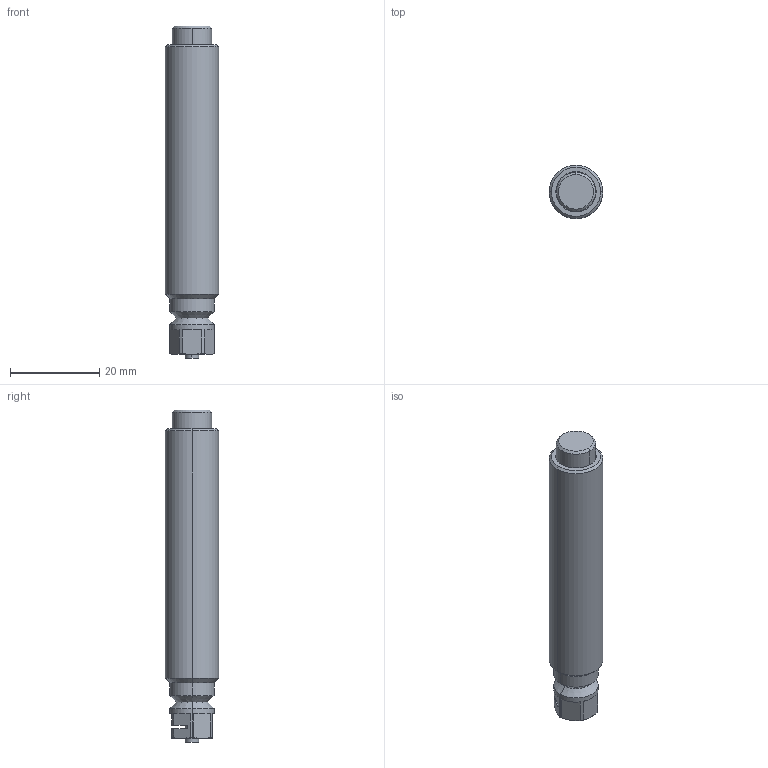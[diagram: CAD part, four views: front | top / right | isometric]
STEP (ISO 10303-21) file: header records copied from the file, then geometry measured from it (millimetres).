
FILE_DESCRIPTION((''),'2;1');
FILE_NAME('DM_CAD-2465_SW0001','2016-11-09T',('creinig-se'),(''),'PRO/ENGINEER BY PARAMETRIC TECHNOLOGY CORPORATION, 2015440','PRO/ENGINEER BY PARAMETRIC TECHNOLOGY CORPORATION, 2015440','');
FILE_SCHEMA(('CONFIG_CONTROL_DESIGN'));
Length unit declared in the file: millimetre
Products named in the file (1): DM_CAD-2465_SW0001
Bounding box: 12 x 12 x 74.5 mm (x, y, z)
Volume: 6738.5 mm3; surface area: 5304 mm2
Topology: 2 solids, 2 shells, 72 faces, 168 edges, 106 vertices
Faces by surface type: plane 28, cylinder 26, cone 16, torus 2
Entity records: 2691 total; most frequent: CARTESIAN_POINT 402, DIRECTION 386, ORIENTED_EDGE 336, EDGE_CURVE 168, AXIS2_PLACEMENT_3D 158, VERTEX_POINT 106, CIRCLE 86, EDGE_LOOP 82
